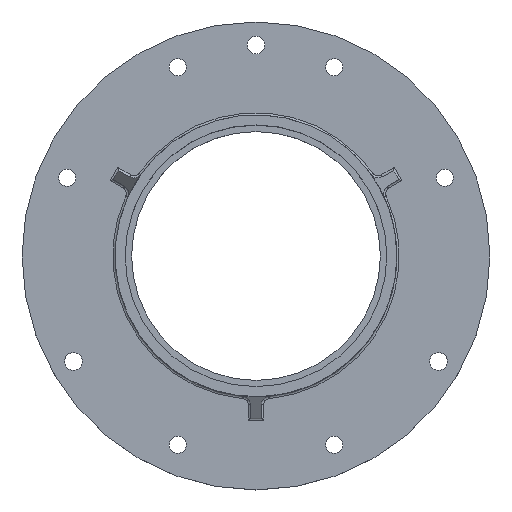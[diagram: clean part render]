
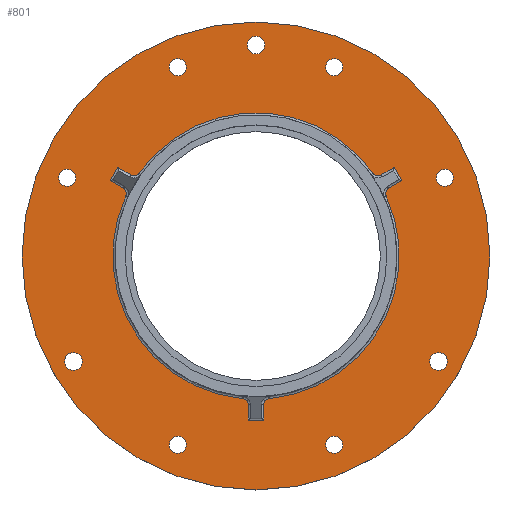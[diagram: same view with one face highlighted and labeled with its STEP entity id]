
A CAD part, top view. The second image highlights one B-rep face of the part: STEP entity #801.
In plain terms, the highlighted planar face has unit normal (0, 0, 1).
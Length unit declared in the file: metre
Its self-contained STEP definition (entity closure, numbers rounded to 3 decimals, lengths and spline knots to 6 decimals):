
#49=CIRCLE('',#875,0.030721);
#50=CIRCLE('',#876,0.00127);
#51=CIRCLE('',#877,0.00127);
#52=CIRCLE('',#878,0.030721);
#53=CIRCLE('',#879,0.00127);
#54=CIRCLE('',#880,0.00127);
#55=CIRCLE('',#881,0.030721);
#56=CIRCLE('',#882,0.00127);
#57=CIRCLE('',#883,0.00127);
#58=CIRCLE('',#884,0.001829);
#59=CIRCLE('',#885,0.001829);
#60=CIRCLE('',#886,0.001829);
#61=CIRCLE('',#887,0.001829);
#62=CIRCLE('',#888,0.001829);
#63=CIRCLE('',#889,0.001829);
#64=CIRCLE('',#890,0.001899);
#65=CIRCLE('',#891,0.001899);
#66=CIRCLE('',#892,0.001899);
#67=CIRCLE('',#893,0.050165);
#153=ORIENTED_EDGE('',*,*,#373,.T.);
#154=ORIENTED_EDGE('',*,*,#374,.T.);
#155=ORIENTED_EDGE('',*,*,#375,.T.);
#156=ORIENTED_EDGE('',*,*,#376,.T.);
#157=ORIENTED_EDGE('',*,*,#377,.T.);
#158=ORIENTED_EDGE('',*,*,#378,.T.);
#159=ORIENTED_EDGE('',*,*,#379,.T.);
#160=ORIENTED_EDGE('',*,*,#380,.T.);
#161=ORIENTED_EDGE('',*,*,#381,.T.);
#162=ORIENTED_EDGE('',*,*,#382,.T.);
#163=ORIENTED_EDGE('',*,*,#383,.T.);
#164=ORIENTED_EDGE('',*,*,#384,.T.);
#165=ORIENTED_EDGE('',*,*,#385,.T.);
#166=ORIENTED_EDGE('',*,*,#386,.T.);
#167=ORIENTED_EDGE('',*,*,#387,.T.);
#168=ORIENTED_EDGE('',*,*,#388,.T.);
#169=ORIENTED_EDGE('',*,*,#389,.T.);
#170=ORIENTED_EDGE('',*,*,#390,.T.);
#171=ORIENTED_EDGE('',*,*,#391,.T.);
#172=ORIENTED_EDGE('',*,*,#392,.T.);
#173=ORIENTED_EDGE('',*,*,#393,.T.);
#174=ORIENTED_EDGE('',*,*,#394,.T.);
#175=ORIENTED_EDGE('',*,*,#395,.T.);
#176=ORIENTED_EDGE('',*,*,#396,.T.);
#177=ORIENTED_EDGE('',*,*,#397,.T.);
#178=ORIENTED_EDGE('',*,*,#398,.T.);
#179=ORIENTED_EDGE('',*,*,#399,.T.);
#180=ORIENTED_EDGE('',*,*,#400,.T.);
#373=EDGE_CURVE('',#481,#482,#49,.F.);
#374=EDGE_CURVE('',#482,#483,#50,.T.);
#375=EDGE_CURVE('',#483,#484,#554,.F.);
#376=EDGE_CURVE('',#484,#485,#555,.T.);
#377=EDGE_CURVE('',#485,#486,#556,.T.);
#378=EDGE_CURVE('',#486,#487,#51,.T.);
#379=EDGE_CURVE('',#487,#488,#52,.F.);
#380=EDGE_CURVE('',#488,#489,#53,.T.);
#381=EDGE_CURVE('',#489,#490,#557,.F.);
#382=EDGE_CURVE('',#490,#491,#558,.T.);
#383=EDGE_CURVE('',#491,#492,#559,.T.);
#384=EDGE_CURVE('',#492,#493,#54,.T.);
#385=EDGE_CURVE('',#493,#494,#55,.F.);
#386=EDGE_CURVE('',#494,#495,#56,.T.);
#387=EDGE_CURVE('',#495,#496,#560,.F.);
#388=EDGE_CURVE('',#496,#497,#561,.T.);
#389=EDGE_CURVE('',#497,#498,#562,.T.);
#390=EDGE_CURVE('',#498,#481,#57,.T.);
#391=EDGE_CURVE('',#499,#499,#58,.F.);
#392=EDGE_CURVE('',#500,#500,#59,.F.);
#393=EDGE_CURVE('',#501,#501,#60,.F.);
#394=EDGE_CURVE('',#502,#502,#61,.F.);
#395=EDGE_CURVE('',#503,#503,#62,.F.);
#396=EDGE_CURVE('',#504,#504,#63,.F.);
#397=EDGE_CURVE('',#505,#505,#64,.T.);
#398=EDGE_CURVE('',#506,#506,#65,.T.);
#399=EDGE_CURVE('',#507,#507,#66,.T.);
#400=EDGE_CURVE('',#508,#508,#67,.T.);
#481=VERTEX_POINT('',#1327);
#482=VERTEX_POINT('',#1328);
#483=VERTEX_POINT('',#1330);
#484=VERTEX_POINT('',#1332);
#485=VERTEX_POINT('',#1334);
#486=VERTEX_POINT('',#1336);
#487=VERTEX_POINT('',#1338);
#488=VERTEX_POINT('',#1340);
#489=VERTEX_POINT('',#1342);
#490=VERTEX_POINT('',#1344);
#491=VERTEX_POINT('',#1346);
#492=VERTEX_POINT('',#1348);
#493=VERTEX_POINT('',#1350);
#494=VERTEX_POINT('',#1352);
#495=VERTEX_POINT('',#1354);
#496=VERTEX_POINT('',#1356);
#497=VERTEX_POINT('',#1358);
#498=VERTEX_POINT('',#1360);
#499=VERTEX_POINT('',#1363);
#500=VERTEX_POINT('',#1365);
#501=VERTEX_POINT('',#1367);
#502=VERTEX_POINT('',#1369);
#503=VERTEX_POINT('',#1371);
#504=VERTEX_POINT('',#1373);
#505=VERTEX_POINT('',#1375);
#506=VERTEX_POINT('',#1377);
#507=VERTEX_POINT('',#1379);
#508=VERTEX_POINT('',#1381);
#554=LINE('',#1331,#590);
#555=LINE('',#1333,#591);
#556=LINE('',#1335,#592);
#557=LINE('',#1343,#593);
#558=LINE('',#1345,#594);
#559=LINE('',#1347,#595);
#560=LINE('',#1355,#596);
#561=LINE('',#1357,#597);
#562=LINE('',#1359,#598);
#590=VECTOR('',#1038,1.);
#591=VECTOR('',#1039,1.);
#592=VECTOR('',#1040,1.);
#593=VECTOR('',#1047,1.);
#594=VECTOR('',#1048,1.);
#595=VECTOR('',#1049,1.);
#596=VECTOR('',#1056,1.);
#597=VECTOR('',#1057,1.);
#598=VECTOR('',#1058,1.);
#618=EDGE_LOOP('',(#153,#154,#155,#156,#157,#158,#159,#160,#161,#162,#163,
#164,#165,#166,#167,#168,#169,#170));
#619=EDGE_LOOP('',(#171));
#620=EDGE_LOOP('',(#172));
#621=EDGE_LOOP('',(#173));
#622=EDGE_LOOP('',(#174));
#623=EDGE_LOOP('',(#175));
#624=EDGE_LOOP('',(#176));
#625=EDGE_LOOP('',(#177));
#626=EDGE_LOOP('',(#178));
#627=EDGE_LOOP('',(#179));
#628=EDGE_LOOP('',(#180));
#703=FACE_BOUND('',#618,.T.);
#704=FACE_BOUND('',#619,.T.);
#705=FACE_BOUND('',#620,.T.);
#706=FACE_BOUND('',#621,.T.);
#707=FACE_BOUND('',#622,.T.);
#708=FACE_BOUND('',#623,.T.);
#709=FACE_BOUND('',#624,.T.);
#710=FACE_BOUND('',#625,.T.);
#711=FACE_BOUND('',#626,.T.);
#712=FACE_BOUND('',#627,.T.);
#713=FACE_BOUND('',#628,.T.);
#788=PLANE('',#874);
#801=ADVANCED_FACE('',(#703,#704,#705,#706,#707,#708,#709,#710,#711,#712,
#713),#788,.T.);
#874=AXIS2_PLACEMENT_3D('',#1325,#1032,#1033);
#875=AXIS2_PLACEMENT_3D('',#1326,#1034,#1035);
#876=AXIS2_PLACEMENT_3D('',#1329,#1036,#1037);
#877=AXIS2_PLACEMENT_3D('',#1337,#1041,#1042);
#878=AXIS2_PLACEMENT_3D('',#1339,#1043,#1044);
#879=AXIS2_PLACEMENT_3D('',#1341,#1045,#1046);
#880=AXIS2_PLACEMENT_3D('',#1349,#1050,#1051);
#881=AXIS2_PLACEMENT_3D('',#1351,#1052,#1053);
#882=AXIS2_PLACEMENT_3D('',#1353,#1054,#1055);
#883=AXIS2_PLACEMENT_3D('',#1361,#1059,#1060);
#884=AXIS2_PLACEMENT_3D('',#1362,#1061,#1062);
#885=AXIS2_PLACEMENT_3D('',#1364,#1063,#1064);
#886=AXIS2_PLACEMENT_3D('',#1366,#1065,#1066);
#887=AXIS2_PLACEMENT_3D('',#1368,#1067,#1068);
#888=AXIS2_PLACEMENT_3D('',#1370,#1069,#1070);
#889=AXIS2_PLACEMENT_3D('',#1372,#1071,#1072);
#890=AXIS2_PLACEMENT_3D('',#1374,#1073,#1074);
#891=AXIS2_PLACEMENT_3D('',#1376,#1075,#1076);
#892=AXIS2_PLACEMENT_3D('',#1378,#1077,#1078);
#893=AXIS2_PLACEMENT_3D('',#1380,#1079,#1080);
#1032=DIRECTION('',(0.,0.,1.));
#1033=DIRECTION('',(1.,0.,0.));
#1034=DIRECTION('',(0.,0.,1.));
#1035=DIRECTION('',(1.,0.,0.));
#1036=DIRECTION('',(0.,0.,1.));
#1037=DIRECTION('',(1.,0.,0.));
#1038=DIRECTION('',(0.,1.,0.));
#1039=DIRECTION('',(-1.,0.,0.));
#1040=DIRECTION('',(0.,1.,0.));
#1041=DIRECTION('',(0.,0.,1.));
#1042=DIRECTION('',(1.,0.,0.));
#1043=DIRECTION('',(0.,0.,1.));
#1044=DIRECTION('',(1.,0.,0.));
#1045=DIRECTION('',(0.,0.,1.));
#1046=DIRECTION('',(1.,0.,0.));
#1047=DIRECTION('',(0.866,-0.5,0.));
#1048=DIRECTION('',(0.5,0.866,0.));
#1049=DIRECTION('',(0.866,-0.5,0.));
#1050=DIRECTION('',(0.,0.,1.));
#1051=DIRECTION('',(1.,0.,0.));
#1052=DIRECTION('',(0.,0.,1.));
#1053=DIRECTION('',(1.,0.,0.));
#1054=DIRECTION('',(0.,0.,1.));
#1055=DIRECTION('',(1.,0.,0.));
#1056=DIRECTION('',(-0.866,-0.5,0.));
#1057=DIRECTION('',(0.5,-0.866,0.));
#1058=DIRECTION('',(-0.866,-0.5,0.));
#1059=DIRECTION('',(0.,0.,1.));
#1060=DIRECTION('',(1.,0.,0.));
#1061=DIRECTION('',(0.,0.,1.));
#1062=DIRECTION('',(1.,0.,0.));
#1063=DIRECTION('',(0.,0.,1.));
#1064=DIRECTION('',(1.,0.,0.));
#1065=DIRECTION('',(0.,0.,1.));
#1066=DIRECTION('',(1.,0.,0.));
#1067=DIRECTION('',(0.,0.,1.));
#1068=DIRECTION('',(1.,0.,0.));
#1069=DIRECTION('',(0.,0.,1.));
#1070=DIRECTION('',(1.,0.,0.));
#1071=DIRECTION('',(0.,0.,1.));
#1072=DIRECTION('',(1.,0.,0.));
#1073=DIRECTION('',(0.,0.,-1.));
#1074=DIRECTION('',(-1.,0.,0.));
#1075=DIRECTION('',(0.,0.,-1.));
#1076=DIRECTION('',(-1.,0.,0.));
#1077=DIRECTION('',(0.,0.,-1.));
#1078=DIRECTION('',(-1.,0.,0.));
#1079=DIRECTION('',(0.,0.,1.));
#1080=DIRECTION('',(1.,0.,0.));
#1325=CARTESIAN_POINT('',(0.,0.,0.039421));
#1326=CARTESIAN_POINT('',(0.,0.,0.039421));
#1327=CARTESIAN_POINT('',(0.027897,0.012867,0.039421));
#1328=CARTESIAN_POINT('',(0.002805,-0.030593,0.039421));
#1329=CARTESIAN_POINT('',(0.002921,-0.031858,0.039421));
#1330=CARTESIAN_POINT('',(0.001651,-0.031858,0.039421));
#1331=CARTESIAN_POINT('',(0.001651,0.,0.039421));
#1332=CARTESIAN_POINT('',(0.001651,-0.035175,0.039421));
#1333=CARTESIAN_POINT('',(-0.001143,-0.035175,0.039421));
#1334=CARTESIAN_POINT('',(-0.001651,-0.035175,0.039421));
#1335=CARTESIAN_POINT('',(-0.001651,-0.031858,0.039421));
#1336=CARTESIAN_POINT('',(-0.001651,-0.031858,0.039421));
#1337=CARTESIAN_POINT('',(-0.002921,-0.031858,0.039421));
#1338=CARTESIAN_POINT('',(-0.002805,-0.030593,0.039421));
#1339=CARTESIAN_POINT('',(0.,0.,0.039421));
#1340=CARTESIAN_POINT('',(-0.027897,0.012867,0.039421));
#1341=CARTESIAN_POINT('',(-0.02905,0.013399,0.039421));
#1342=CARTESIAN_POINT('',(-0.028415,0.014499,0.039421));
#1343=CARTESIAN_POINT('',(-0.000826,-0.00143,0.039421));
#1344=CARTESIAN_POINT('',(-0.031288,0.016158,0.039421));
#1345=CARTESIAN_POINT('',(-0.029891,0.018577,0.039421));
#1346=CARTESIAN_POINT('',(-0.029637,0.019017,0.039421));
#1347=CARTESIAN_POINT('',(-0.026764,0.017359,0.039421));
#1348=CARTESIAN_POINT('',(-0.026764,0.017359,0.039421));
#1349=CARTESIAN_POINT('',(-0.026129,0.018458,0.039421));
#1350=CARTESIAN_POINT('',(-0.025092,0.017726,0.039421));
#1351=CARTESIAN_POINT('',(0.,0.,0.039421));
#1352=CARTESIAN_POINT('',(0.025092,0.017726,0.039421));
#1353=CARTESIAN_POINT('',(0.026129,0.018458,0.039421));
#1354=CARTESIAN_POINT('',(0.026764,0.017359,0.039421));
#1355=CARTESIAN_POINT('',(-0.000826,0.00143,0.039421));
#1356=CARTESIAN_POINT('',(0.029637,0.019017,0.039421));
#1357=CARTESIAN_POINT('',(0.031034,0.016598,0.039421));
#1358=CARTESIAN_POINT('',(0.031288,0.016158,0.039421));
#1359=CARTESIAN_POINT('',(0.028415,0.014499,0.039421));
#1360=CARTESIAN_POINT('',(0.028415,0.014499,0.039421));
#1361=CARTESIAN_POINT('',(0.02905,0.013399,0.039421));
#1362=CARTESIAN_POINT('',(0.016767,-0.04048,0.039421));
#1363=CARTESIAN_POINT('',(0.018596,-0.04048,0.039421));
#1364=CARTESIAN_POINT('',(-0.04048,0.016767,0.039421));
#1365=CARTESIAN_POINT('',(-0.038651,0.016767,0.039421));
#1366=CARTESIAN_POINT('',(-0.016767,0.04048,0.039421));
#1367=CARTESIAN_POINT('',(-0.014938,0.04048,0.039421));
#1368=CARTESIAN_POINT('',(0.04048,0.016767,0.039421));
#1369=CARTESIAN_POINT('',(0.042309,0.016767,0.039421));
#1370=CARTESIAN_POINT('',(-0.016767,-0.04048,0.039421));
#1371=CARTESIAN_POINT('',(-0.014938,-0.04048,0.039421));
#1372=CARTESIAN_POINT('',(0.016767,0.04048,0.039421));
#1373=CARTESIAN_POINT('',(0.018596,0.04048,0.039421));
#1374=CARTESIAN_POINT('',(-0.039158,-0.022608,0.039421));
#1375=CARTESIAN_POINT('',(-0.041057,-0.022608,0.039421));
#1376=CARTESIAN_POINT('',(0.,0.045216,0.039421));
#1377=CARTESIAN_POINT('',(-0.001899,0.045216,0.039421));
#1378=CARTESIAN_POINT('',(0.039158,-0.022608,0.039421));
#1379=CARTESIAN_POINT('',(0.037259,-0.022608,0.039421));
#1380=CARTESIAN_POINT('',(0.,0.,0.039421));
#1381=CARTESIAN_POINT('',(0.050165,0.,0.039421));
